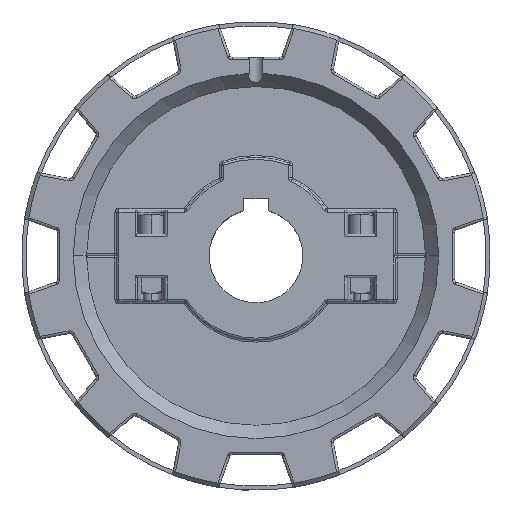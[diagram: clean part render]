
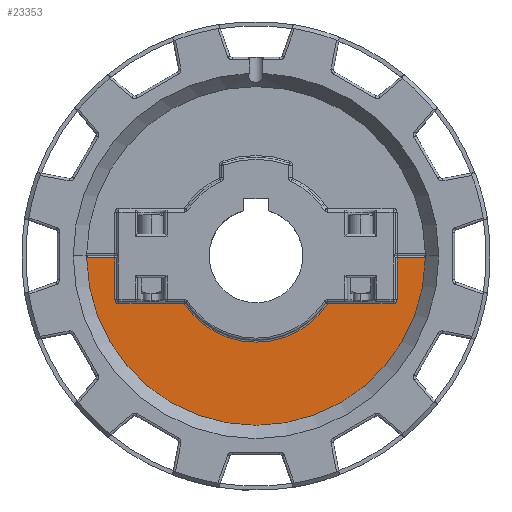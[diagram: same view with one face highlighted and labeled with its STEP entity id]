
A CAD part, top view. The second image highlights one B-rep face of the part: STEP entity #23353.
In plain terms, the highlighted planar face has unit normal (0, 0, 1).
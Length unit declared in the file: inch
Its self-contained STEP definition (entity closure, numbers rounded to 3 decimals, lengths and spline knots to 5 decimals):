
#7146=CARTESIAN_POINT('',(2.13203,-0.025,
0.24));
#7162=CARTESIAN_POINT('',(-2.13203,-0.025,0.24));
#7549=CARTESIAN_POINT('',(0.,0.,0.24));
#7550=DIRECTION('',(0.,0.,-1.));
#7551=DIRECTION('',(1.,-0.012,0.));
#7552=AXIS2_PLACEMENT_3D('',#7549,#7550,#7551);
#7554=DIRECTION('',(1.,0.,0.));
#7555=VECTOR('',#7554,0.35703);
#7556=CARTESIAN_POINT('',(-2.13203,-0.025,0.24));
#7557=LINE('',#7556,#7555);
#7558=CARTESIAN_POINT('',(-1.725,-0.55,0.24));
#7559=DIRECTION('',(0.,0.,1.));
#7560=DIRECTION('',(-1.,0.,0.));
#7561=AXIS2_PLACEMENT_3D('',#7558,#7559,#7560);
#7563=CARTESIAN_POINT('',(0.,0.,0.24));
#7564=DIRECTION('',(0.,0.,1.));
#7565=DIRECTION('',(-0.833,-0.553,0.));
#7566=AXIS2_PLACEMENT_3D('',#7563,#7564,#7565);
#7568=CARTESIAN_POINT('',(1.725,-0.55,0.24));
#7569=DIRECTION('',(0.,0.,1.));
#7570=DIRECTION('',(0.,-1.,0.));
#7571=AXIS2_PLACEMENT_3D('',#7568,#7569,#7570);
#7573=DIRECTION('',(1.,0.,0.));
#7574=VECTOR('',#7573,0.35703);
#7575=CARTESIAN_POINT('',(1.775,-0.025,0.24));
#7576=LINE('',#7575,#7574);
#7582=DIRECTION('',(0.,1.,0.));
#7583=VECTOR('',#7582,0.525);
#7584=CARTESIAN_POINT('',(-1.775,-0.55,0.24));
#7585=LINE('',#7584,#7583);
#7856=DIRECTION('',(0.,-1.,0.));
#7857=VECTOR('',#7856,0.525);
#7858=CARTESIAN_POINT('',(1.775,-0.025,0.24));
#7859=LINE('',#7858,#7857);
#7870=DIRECTION('',(-1.,0.,0.));
#7871=VECTOR('',#7870,0.821);
#7872=CARTESIAN_POINT('',(1.725,-0.6,0.24));
#7873=LINE('',#7872,#7871);
#8259=DIRECTION('',(-1.,0.,0.));
#8260=VECTOR('',#8259,0.821);
#8261=CARTESIAN_POINT('',(-0.904,-0.6,0.24));
#8262=LINE('',#8261,#8260);
#10980=VERTEX_POINT('',#7162);
#10981=CARTESIAN_POINT('',(-1.775,-0.025,0.24));
#10982=VERTEX_POINT('',#10981);
#11114=CARTESIAN_POINT('',(1.775,-0.025,0.24));
#11116=VERTEX_POINT('',#11114);
#11118=VERTEX_POINT('',#7146);
#11119=CARTESIAN_POINT('',(-1.775,-0.55,0.24));
#11120=CARTESIAN_POINT('',(-1.725,-0.6,0.24));
#11121=VERTEX_POINT('',#11119);
#11122=VERTEX_POINT('',#11120);
#11123=CARTESIAN_POINT('',(-0.904,-0.6,0.24));
#11124=CARTESIAN_POINT('',(0.904,-0.6,0.24));
#11125=VERTEX_POINT('',#11123);
#11126=VERTEX_POINT('',#11124);
#11127=CARTESIAN_POINT('',(1.725,-0.6,0.24));
#11128=CARTESIAN_POINT('',(1.775,-0.55,0.24));
#11129=VERTEX_POINT('',#11127);
#11130=VERTEX_POINT('',#11128);
#23329=CARTESIAN_POINT('',(0.,-1.07944,0.24));
#23330=DIRECTION('',(0.,0.,1.));
#23331=DIRECTION('',(1.,0.,0.));
#23332=AXIS2_PLACEMENT_3D('',#23329,#23330,#23331);
#23333=PLANE('',#23332);
#23334=ORIENTED_EDGE('',*,*,#22458,.T.);
#23335=ORIENTED_EDGE('',*,*,#22483,.T.);
#23337=ORIENTED_EDGE('',*,*,#23336,.F.);
#23339=ORIENTED_EDGE('',*,*,#23338,.T.);
#23341=ORIENTED_EDGE('',*,*,#23340,.F.);
#23343=ORIENTED_EDGE('',*,*,#23342,.T.);
#23345=ORIENTED_EDGE('',*,*,#23344,.F.);
#23347=ORIENTED_EDGE('',*,*,#23346,.T.);
#23349=ORIENTED_EDGE('',*,*,#23348,.F.);
#23350=ORIENTED_EDGE('',*,*,#23316,.T.);
#23351=EDGE_LOOP('',(#23334,#23335,#23337,#23339,#23341,#23343,#23345,#23347,
#23349,#23350));
#23352=FACE_OUTER_BOUND('',#23351,.F.);
#7553=CIRCLE('',#7552,2.13218);
#7562=CIRCLE('',#7561,0.05);
#7567=CIRCLE('',#7566,1.085);
#7572=CIRCLE('',#7571,0.05);
#22458=EDGE_CURVE('',#11118,#10980,#7553,.T.);
#22483=EDGE_CURVE('',#10980,#10982,#7557,.T.);
#23316=EDGE_CURVE('',#11116,#11118,#7576,.T.);
#23336=EDGE_CURVE('',#11121,#10982,#7585,.T.);
#23338=EDGE_CURVE('',#11121,#11122,#7562,.T.);
#23340=EDGE_CURVE('',#11125,#11122,#8262,.T.);
#23342=EDGE_CURVE('',#11125,#11126,#7567,.T.);
#23344=EDGE_CURVE('',#11129,#11126,#7873,.T.);
#23346=EDGE_CURVE('',#11129,#11130,#7572,.T.);
#23348=EDGE_CURVE('',#11116,#11130,#7859,.T.);
#23353=ADVANCED_FACE('',(#23352),#23333,.T.);
